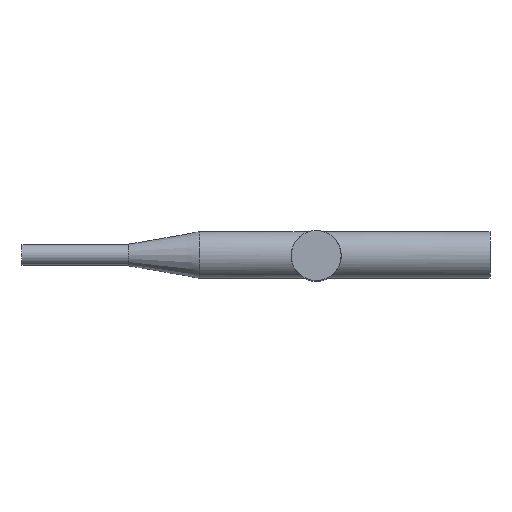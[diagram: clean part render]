
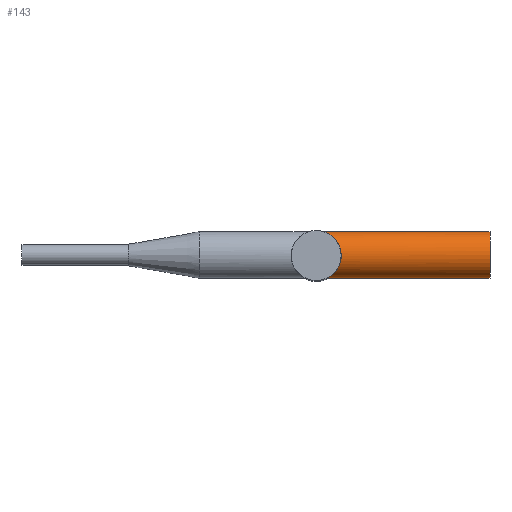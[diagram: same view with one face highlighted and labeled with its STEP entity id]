
A CAD part, top view. The second image highlights one B-rep face of the part: STEP entity #143.
In plain terms, the highlighted cylindrical face has radius 6.6 mm (diameter 13.2 mm), a full revolution.
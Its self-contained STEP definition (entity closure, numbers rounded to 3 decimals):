
#15=B_SPLINE_CURVE_WITH_KNOTS('',3,(#250,#251,#252,#253,#254,#255,#256,
#257,#258,#259,#260,#261,#262,#263,#264,#265,#266,#267,#268,#269,#270,#271,
#272,#273,#274,#275,#276,#277,#278,#279,#280,#281,#282,#283,#284,#285,#286,
#287,#288,#289,#290,#291,#292,#293,#294,#295,#296,#297,#298,#299,#300,#301,
#302,#303),.UNSPECIFIED.,.T.,.F.,(4,2,2,2,2,2,2,2,2,2,2,2,2,2,2,2,2,2,2,
2,2,2,2,2,2,2,4),(0.,0.145,0.29,0.579,
0.844,0.976,1.109,1.246,1.383,
1.657,1.977,2.137,2.217,2.297,
2.377,2.457,2.617,2.937,3.211,
3.349,3.486,3.618,3.751,4.015,
4.305,4.45,4.594),.UNSPECIFIED.);
#31=FACE_OUTER_BOUND('',#42,.T.);
#42=EDGE_LOOP('',(#111,#112,#113,#114));
#51=LINE('',#305,#57);
#57=VECTOR('',#211,6.6);
#66=CIRCLE('',#179,6.6);
#74=VERTEX_POINT('',#249);
#75=VERTEX_POINT('',#304);
#88=EDGE_CURVE('',#74,#74,#15,.T.);
#89=EDGE_CURVE('',#74,#75,#51,.T.);
#90=EDGE_CURVE('',#75,#75,#66,.T.);
#111=ORIENTED_EDGE('',*,*,#88,.F.);
#112=ORIENTED_EDGE('',*,*,#89,.T.);
#113=ORIENTED_EDGE('',*,*,#90,.T.);
#114=ORIENTED_EDGE('',*,*,#89,.F.);
#136=CYLINDRICAL_SURFACE('',#178,6.6);
#143=ADVANCED_FACE('',(#31),#136,.T.);
#178=AXIS2_PLACEMENT_3D('',#248,#209,#210);
#179=AXIS2_PLACEMENT_3D('',#306,#212,#213);
#209=DIRECTION('center_axis',(-1.,0.,0.));
#210=DIRECTION('ref_axis',(0.,1.,0.));
#211=DIRECTION('',(1.,0.,0.));
#212=DIRECTION('center_axis',(-1.,0.,0.));
#213=DIRECTION('ref_axis',(0.,1.,0.));
#248=CARTESIAN_POINT('Origin',(49.02,0.23,109.02));
#249=CARTESIAN_POINT('',(3.001,-6.37,109.02));
#250=CARTESIAN_POINT('Ctrl Pts',(3.001,-6.37,109.02));
#251=CARTESIAN_POINT('Ctrl Pts',(3.001,-6.37,109.503));
#252=CARTESIAN_POINT('Ctrl Pts',(3.114,-6.319,109.952));
#253=CARTESIAN_POINT('Ctrl Pts',(3.456,-6.138,110.809));
#254=CARTESIAN_POINT('Ctrl Pts',(3.685,-6.008,111.217));
#255=CARTESIAN_POINT('Ctrl Pts',(4.431,-5.506,112.395));
#256=CARTESIAN_POINT('Ctrl Pts',(5.003,-5.014,113.114));
#257=CARTESIAN_POINT('Ctrl Pts',(5.92,-3.876,114.243));
#258=CARTESIAN_POINT('Ctrl Pts',(6.345,-3.171,114.744));
#259=CARTESIAN_POINT('Ctrl Pts',(6.776,-1.963,115.26));
#260=CARTESIAN_POINT('Ctrl Pts',(6.887,-1.535,115.395));
#261=CARTESIAN_POINT('Ctrl Pts',(7.025,-0.659,115.575));
#262=CARTESIAN_POINT('Ctrl Pts',(7.052,-0.211,115.62));
#263=CARTESIAN_POINT('Ctrl Pts',(7.023,0.687,115.62));
#264=CARTESIAN_POINT('Ctrl Pts',(6.963,1.148,115.572));
#265=CARTESIAN_POINT('Ctrl Pts',(6.755,2.041,115.383));
#266=CARTESIAN_POINT('Ctrl Pts',(6.608,2.474,115.242));
#267=CARTESIAN_POINT('Ctrl Pts',(6.063,3.689,114.71));
#268=CARTESIAN_POINT('Ctrl Pts',(5.558,4.386,114.202));
#269=CARTESIAN_POINT('Ctrl Pts',(4.437,5.536,113.042));
#270=CARTESIAN_POINT('Ctrl Pts',(3.727,6.018,112.299));
#271=CARTESIAN_POINT('Ctrl Pts',(2.751,6.492,111.146));
#272=CARTESIAN_POINT('Ctrl Pts',(2.444,6.609,110.761));
#273=CARTESIAN_POINT('Ctrl Pts',(2.062,6.734,110.159));
#274=CARTESIAN_POINT('Ctrl Pts',(1.949,6.767,109.955));
#275=CARTESIAN_POINT('Ctrl Pts',(1.775,6.815,109.518));
#276=CARTESIAN_POINT('Ctrl Pts',(1.714,6.83,109.287));
#277=CARTESIAN_POINT('Ctrl Pts',(1.714,6.83,108.753));
#278=CARTESIAN_POINT('Ctrl Pts',(1.775,6.815,108.522));
#279=CARTESIAN_POINT('Ctrl Pts',(1.949,6.767,108.085));
#280=CARTESIAN_POINT('Ctrl Pts',(2.062,6.734,107.881));
#281=CARTESIAN_POINT('Ctrl Pts',(2.444,6.609,107.279));
#282=CARTESIAN_POINT('Ctrl Pts',(2.751,6.492,106.894));
#283=CARTESIAN_POINT('Ctrl Pts',(3.727,6.018,105.741));
#284=CARTESIAN_POINT('Ctrl Pts',(4.437,5.536,104.998));
#285=CARTESIAN_POINT('Ctrl Pts',(5.558,4.386,103.838));
#286=CARTESIAN_POINT('Ctrl Pts',(6.063,3.689,103.33));
#287=CARTESIAN_POINT('Ctrl Pts',(6.608,2.474,102.798));
#288=CARTESIAN_POINT('Ctrl Pts',(6.755,2.041,102.657));
#289=CARTESIAN_POINT('Ctrl Pts',(6.963,1.148,102.468));
#290=CARTESIAN_POINT('Ctrl Pts',(7.023,0.687,102.42));
#291=CARTESIAN_POINT('Ctrl Pts',(7.052,-0.211,102.42));
#292=CARTESIAN_POINT('Ctrl Pts',(7.025,-0.659,102.465));
#293=CARTESIAN_POINT('Ctrl Pts',(6.887,-1.535,102.645));
#294=CARTESIAN_POINT('Ctrl Pts',(6.776,-1.963,102.78));
#295=CARTESIAN_POINT('Ctrl Pts',(6.345,-3.171,103.296));
#296=CARTESIAN_POINT('Ctrl Pts',(5.92,-3.876,103.797));
#297=CARTESIAN_POINT('Ctrl Pts',(5.003,-5.014,104.926));
#298=CARTESIAN_POINT('Ctrl Pts',(4.431,-5.506,105.645));
#299=CARTESIAN_POINT('Ctrl Pts',(3.685,-6.008,106.823));
#300=CARTESIAN_POINT('Ctrl Pts',(3.456,-6.138,107.231));
#301=CARTESIAN_POINT('Ctrl Pts',(3.114,-6.319,108.088));
#302=CARTESIAN_POINT('Ctrl Pts',(3.001,-6.37,108.537));
#303=CARTESIAN_POINT('Ctrl Pts',(3.001,-6.37,109.02));
#304=CARTESIAN_POINT('',(49.02,-6.37,109.02));
#305=CARTESIAN_POINT('',(49.02,-6.37,109.02));
#306=CARTESIAN_POINT('Origin',(49.02,0.23,109.02));
